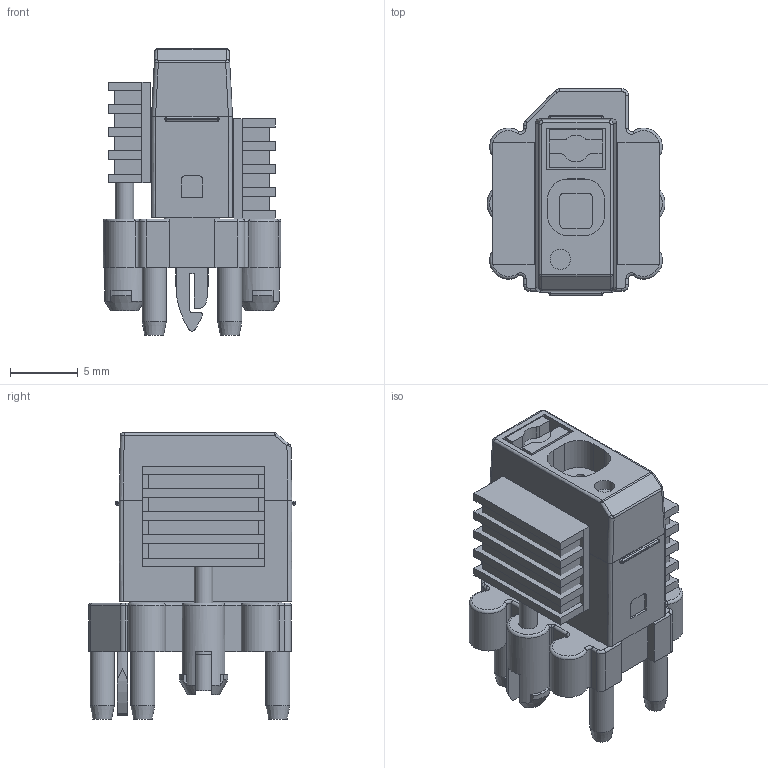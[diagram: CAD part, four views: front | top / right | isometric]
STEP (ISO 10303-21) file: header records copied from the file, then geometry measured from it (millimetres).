
FILE_DESCRIPTION(/* description */ (''),/* implementation_level */ '2;1');
FILE_NAME(/* name */ 'PHOENIX_1864024.stp',/* time_stamp */ '2017-06-13T10:52:07+02:00',/* author */ ('jchouvet'),/* organization */ (''),/* preprocessor_version */ 'ST-DEVELOPER v16.1',/* originating_system */ 'AutoCAD Mechanical',/* authorisation */ '');
FILE_SCHEMA (('AUTOMOTIVE_DESIGN { 1 0 10303 214 3 1 1 }'));
Length unit declared in the file: millimetre
Products named in the file (1): Product
Bounding box: 13.18 x 15.3 x 21.2 mm (x, y, z)
Volume: 2009.8 mm3; surface area: 2873.9 mm2
Topology: 19 solids, 19 shells, 407 faces, 974 edges, 610 vertices
Faces by surface type: plane 231, cylinder 118, torus 23, cone 13, bspline 12, sphere 10
Full cylindrical faces by diameter (mm): 1.36 x2, 1.4 x2, 1.5 x4, 1.7 x1, 1.8 x4
Entity records: 12640 total; most frequent: CARTESIAN_POINT 3251, DIRECTION 1959, ORIENTED_EDGE 1876, EDGE_CURVE 938, AXIS2_PLACEMENT_3D 681, VERTEX_POINT 606, LINE 597, VECTOR 597
